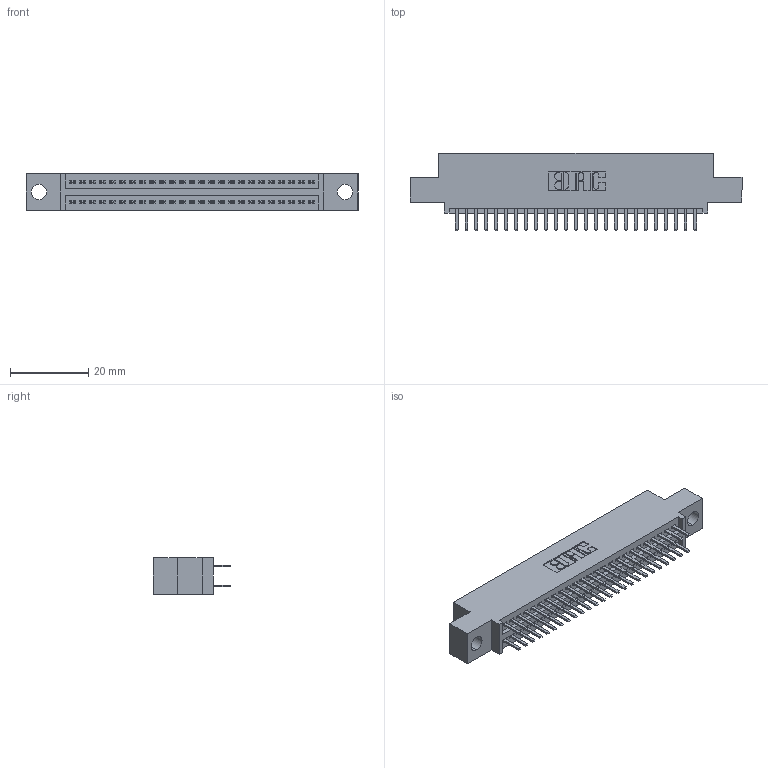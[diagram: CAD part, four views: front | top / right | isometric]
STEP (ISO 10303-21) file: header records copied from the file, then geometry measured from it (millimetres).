
FILE_DESCRIPTION (( 'STEP AP203' ), '1' );
FILE_NAME ('395-050-520-504.STEP', '2018-11-20T05:15:58', ( '' ), ( '' ), 'SwSTEP 2.0', 'SolidWorks 2016', '' );
FILE_SCHEMA (( 'CONFIG_CONTROL_DESIGN' ));
Length unit declared in the file: inch
Products named in the file (3): 395-050-520-504; 345-292-001_345-293-120; 345 Part_0.110 Offset - 0.156 Dia-TH
Assembly tree (51 placements, depth 2):
  395-050-520-504
    345 Part_0.110 Offset - 0.156 Dia-TH
    345-292-001_345-293-120  x50
Bounding box: 84.71 x 19.68 x 9.4 mm (x, y, z)
Volume: 7887.7 mm3; surface area: 11191.4 mm2
Topology: 51 solids, 51 shells, 2830 faces, 8203 edges, 5334 vertices
Faces by surface type: plane 1834, cylinder 996
Entity records: 22153 total; most frequent: CARTESIAN_POINT 3744, ORIENTED_EDGE 3666, DIRECTION 3309, EDGE_CURVE 1833, LINE 1597, VECTOR 1597, VERTEX_POINT 1218, AXIS2_PLACEMENT_3D 856
